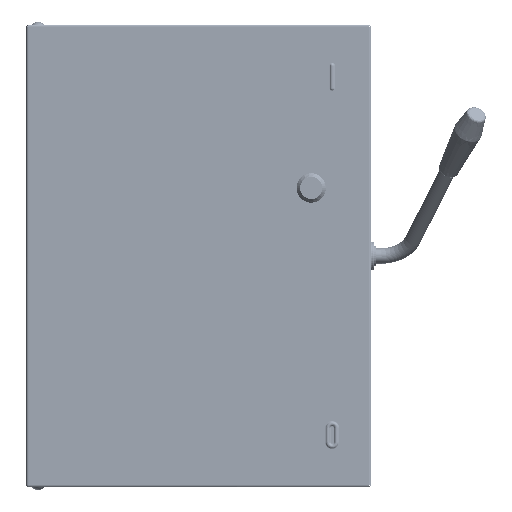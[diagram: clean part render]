
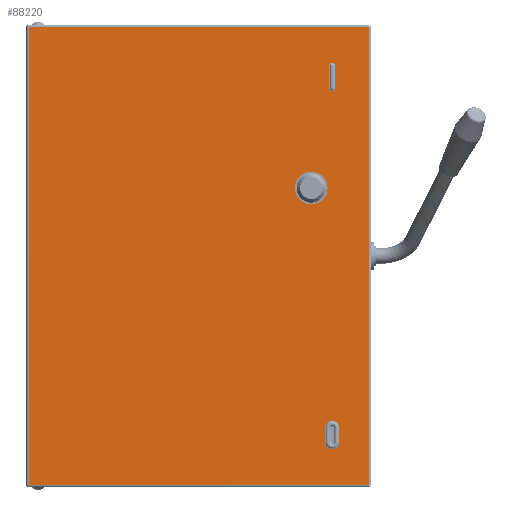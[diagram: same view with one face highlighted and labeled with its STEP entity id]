
A CAD part, top view. The second image highlights one B-rep face of the part: STEP entity #88220.
In plain terms, the highlighted face is planar.
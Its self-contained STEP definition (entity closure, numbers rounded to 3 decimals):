
#1782 = DIRECTION ( 'NONE',  ( -1., 0., 0. ) ) ;
#3002 = VERTEX_POINT ( 'NONE', #129371 ) ;
#4497 = DIRECTION ( 'NONE',  ( -1., 0., 0. ) ) ;
#5179 = CARTESIAN_POINT ( 'NONE',  ( -130.2, -175.2, 0. ) ) ;
#5944 = DIRECTION ( 'NONE',  ( 0., 0., 1. ) ) ;
#10164 = FACE_BOUND ( 'NONE', #96251, .T. ) ;
#10524 = VERTEX_POINT ( 'NONE', #93229 ) ;
#11274 = LINE ( 'NONE', #184654, #166152 ) ;
#12448 = LINE ( 'NONE', #66497, #216032 ) ;
#12750 = FACE_OUTER_BOUND ( 'NONE', #93701, .T. ) ;
#13387 = VECTOR ( 'NONE', #134883, 1000. ) ;
#14107 = VERTEX_POINT ( 'NONE', #198186 ) ;
#14316 = CARTESIAN_POINT ( 'NONE',  ( -102., -142.404, 0. ) ) ;
#16546 = DIRECTION ( 'NONE',  ( 0., 0., -1. ) ) ;
#16573 = VERTEX_POINT ( 'NONE', #206750 ) ;
#21024 = CARTESIAN_POINT ( 'NONE',  ( -77.65, 55.358, 0. ) ) ;
#23318 = VERTEX_POINT ( 'NONE', #126155 ) ;
#31885 = EDGE_CURVE ( 'NONE', #177122, #35241, #11274, .T. ) ;
#34522 = LINE ( 'NONE', #21024, #197429 ) ;
#35241 = VERTEX_POINT ( 'NONE', #218478 ) ;
#36595 = ORIENTED_EDGE ( 'NONE', *, *, #208867, .T. ) ;
#40232 = CARTESIAN_POINT ( 'NONE',  ( -104.191, 128.352, 0. ) ) ;
#40762 = EDGE_CURVE ( 'NONE', #188882, #208314, #50736, .T. ) ;
#44710 = EDGE_CURVE ( 'NONE', #142478, #188882, #174353, .T. ) ;
#45589 = CARTESIAN_POINT ( 'NONE',  ( -99.809, 128.352, 0. ) ) ;
#49273 = AXIS2_PLACEMENT_3D ( 'NONE', #72309, #176324, #1782 ) ;
#50460 = CARTESIAN_POINT ( 'NONE',  ( -99.809, 146.648, 0. ) ) ;
#50736 = LINE ( 'NONE', #51645, #53344 ) ;
#51645 = CARTESIAN_POINT ( 'NONE',  ( 131.129, 175.2, 0. ) ) ;
#52175 = EDGE_CURVE ( 'NONE', #208314, #10524, #52311, .T. ) ;
#52311 = LINE ( 'NONE', #186293, #185417 ) ;
#53344 = VECTOR ( 'NONE', #187580, 1000. ) ;
#56813 = CARTESIAN_POINT ( 'NONE',  ( -131.129, -175.2, 0. ) ) ;
#59548 = LINE ( 'NONE', #50460, #13387 ) ;
#59845 = ORIENTED_EDGE ( 'NONE', *, *, #224097, .T. ) ;
#61790 = CIRCLE ( 'NONE', #114698, 2.191 ) ;
#64738 = ORIENTED_EDGE ( 'NONE', *, *, #187109, .F. ) ;
#65698 = ORIENTED_EDGE ( 'NONE', *, *, #198817, .F. ) ;
#66497 = CARTESIAN_POINT ( 'NONE',  ( -107.441, -131.596, 0. ) ) ;
#67780 = CIRCLE ( 'NONE', #49273, 9. ) ;
#70518 = ORIENTED_EDGE ( 'NONE', *, *, #31885, .T. ) ;
#72309 = CARTESIAN_POINT ( 'NONE',  ( -86., 52., 0. ) ) ;
#72639 = VERTEX_POINT ( 'NONE', #156723 ) ;
#73291 = DIRECTION ( 'NONE',  ( 0., 0., 1. ) ) ;
#85279 = VERTEX_POINT ( 'NONE', #92216 ) ;
#85460 = EDGE_LOOP ( 'NONE', ( #223701, #105673, #94619, #146321 ) ) ;
#88220 = ADVANCED_FACE ( 'NONE', ( #181120, #10164, #12750, #183931 ), #206986, .T. ) ;
#88632 = LINE ( 'NONE', #56813, #143238 ) ;
#91785 = ORIENTED_EDGE ( 'NONE', *, *, #194054, .T. ) ;
#92216 = CARTESIAN_POINT ( 'NONE',  ( -107.441, -131.596, 0. ) ) ;
#93079 = EDGE_CURVE ( 'NONE', #117010, #165770, #199523, .T. ) ;
#93229 = CARTESIAN_POINT ( 'NONE',  ( 130.2, -175.2, 0. ) ) ;
#93701 = EDGE_LOOP ( 'NONE', ( #142890, #102674, #149100, #59845 ) ) ;
#94619 = ORIENTED_EDGE ( 'NONE', *, *, #133129, .T. ) ;
#96251 = EDGE_LOOP ( 'NONE', ( #65698, #210602, #64738, #180901 ) ) ;
#99082 = AXIS2_PLACEMENT_3D ( 'NONE', #190324, #16546, #206236 ) ;
#102530 = AXIS2_PLACEMENT_3D ( 'NONE', #14316, #154041, #188853 ) ;
#102674 = ORIENTED_EDGE ( 'NONE', *, *, #40762, .T. ) ;
#105673 = ORIENTED_EDGE ( 'NONE', *, *, #166282, .T. ) ;
#106917 = DIRECTION ( 'NONE',  ( 1., 0., 0. ) ) ;
#114698 = AXIS2_PLACEMENT_3D ( 'NONE', #194656, #73291, #139475 ) ;
#116437 = CARTESIAN_POINT ( 'NONE',  ( 130.2, 175.2, 0. ) ) ;
#117010 = VERTEX_POINT ( 'NONE', #40232 ) ;
#119708 = ORIENTED_EDGE ( 'NONE', *, *, #220276, .T. ) ;
#122026 = CARTESIAN_POINT ( 'NONE',  ( -77.65, 48.642, 0. ) ) ;
#125139 = CARTESIAN_POINT ( 'NONE',  ( -102., 128.352, 0. ) ) ;
#125776 = CARTESIAN_POINT ( 'NONE',  ( -130.2, 176.129, 0. ) ) ;
#126155 = CARTESIAN_POINT ( 'NONE',  ( -94.35, 55.358, 0. ) ) ;
#127872 = AXIS2_PLACEMENT_3D ( 'NONE', #217691, #154822, #135127 ) ;
#129371 = CARTESIAN_POINT ( 'NONE',  ( -104.191, 145.648, 0. ) ) ;
#130007 = CARTESIAN_POINT ( 'NONE',  ( -99.809, 145.648, 0. ) ) ;
#130128 = VERTEX_POINT ( 'NONE', #122026 ) ;
#131826 = VECTOR ( 'NONE', #178023, 1000. ) ;
#132023 = AXIS2_PLACEMENT_3D ( 'NONE', #209403, #207144, #175315 ) ;
#132701 = DIRECTION ( 'NONE',  ( 0., -1., 0. ) ) ;
#133129 = EDGE_CURVE ( 'NONE', #3002, #117010, #216093, .T. ) ;
#133156 = DIRECTION ( 'NONE',  ( 0., 1., 0. ) ) ;
#134883 = DIRECTION ( 'NONE',  ( 0., 1., 0. ) ) ;
#135127 = DIRECTION ( 'NONE',  ( 1., 0., 0. ) ) ;
#136535 = VECTOR ( 'NONE', #160712, 1000. ) ;
#137627 = VECTOR ( 'NONE', #141427, 1000. ) ;
#139475 = DIRECTION ( 'NONE',  ( 1., 0., 0. ) ) ;
#141427 = DIRECTION ( 'NONE',  ( 0., -1., 0. ) ) ;
#142478 = VERTEX_POINT ( 'NONE', #5179 ) ;
#142890 = ORIENTED_EDGE ( 'NONE', *, *, #44710, .T. ) ;
#143238 = VECTOR ( 'NONE', #4497, 1000. ) ;
#143780 = CIRCLE ( 'NONE', #132023, 9. ) ;
#144083 = CARTESIAN_POINT ( 'NONE',  ( -96.559, -142.404, 0. ) ) ;
#145582 = LINE ( 'NONE', #162106, #131826 ) ;
#146321 = ORIENTED_EDGE ( 'NONE', *, *, #93079, .T. ) ;
#149100 = ORIENTED_EDGE ( 'NONE', *, *, #52175, .T. ) ;
#154041 = DIRECTION ( 'NONE',  ( 0., 0., 1. ) ) ;
#154822 = DIRECTION ( 'NONE',  ( 0., 0., 1. ) ) ;
#156723 = CARTESIAN_POINT ( 'NONE',  ( -77.65, 55.358, 0. ) ) ;
#160712 = DIRECTION ( 'NONE',  ( 0., 1., 0. ) ) ;
#162106 = CARTESIAN_POINT ( 'NONE',  ( -94.35, 55.358, 0. ) ) ;
#162598 = CIRCLE ( 'NONE', #127872, 5.441 ) ;
#165770 = VERTEX_POINT ( 'NONE', #45589 ) ;
#166152 = VECTOR ( 'NONE', #133156, 1000. ) ;
#166282 = EDGE_CURVE ( 'NONE', #197891, #3002, #61790, .T. ) ;
#173322 = CARTESIAN_POINT ( 'NONE',  ( -130.2, 175.2, 0. ) ) ;
#174353 = LINE ( 'NONE', #125776, #136535 ) ;
#175315 = DIRECTION ( 'NONE',  ( -1., 0., 0. ) ) ;
#176073 = EDGE_CURVE ( 'NONE', #165770, #197891, #59548, .T. ) ;
#176324 = DIRECTION ( 'NONE',  ( 0., 0., -1. ) ) ;
#177122 = VERTEX_POINT ( 'NONE', #144083 ) ;
#178023 = DIRECTION ( 'NONE',  ( 0., 1., 0. ) ) ;
#178511 = EDGE_CURVE ( 'NONE', #72639, #130128, #34522, .T. ) ;
#180901 = ORIENTED_EDGE ( 'NONE', *, *, #192110, .F. ) ;
#181120 = FACE_BOUND ( 'NONE', #195445, .T. ) ;
#183931 = FACE_BOUND ( 'NONE', #85460, .T. ) ;
#184654 = CARTESIAN_POINT ( 'NONE',  ( -96.559, -142.404, 0. ) ) ;
#184827 = DIRECTION ( 'NONE',  ( 0., -1., 0. ) ) ;
#185417 = VECTOR ( 'NONE', #184827, 1000. ) ;
#186293 = CARTESIAN_POINT ( 'NONE',  ( 130.2, -176.129, 0. ) ) ;
#187109 = EDGE_CURVE ( 'NONE', #23318, #72639, #143780, .T. ) ;
#187580 = DIRECTION ( 'NONE',  ( 1., 0., 0. ) ) ;
#188853 = DIRECTION ( 'NONE',  ( 1., 0., 0. ) ) ;
#188882 = VERTEX_POINT ( 'NONE', #173322 ) ;
#190324 = CARTESIAN_POINT ( 'NONE',  ( -132., 177., 0. ) ) ;
#191088 = AXIS2_PLACEMENT_3D ( 'NONE', #125139, #5944, #106917 ) ;
#192110 = EDGE_CURVE ( 'NONE', #16573, #23318, #145582, .T. ) ;
#194054 = EDGE_CURVE ( 'NONE', #14107, #177122, #194975, .T. ) ;
#194656 = CARTESIAN_POINT ( 'NONE',  ( -102., 145.648, 0. ) ) ;
#194975 = CIRCLE ( 'NONE', #102530, 5.441 ) ;
#195445 = EDGE_LOOP ( 'NONE', ( #119708, #91785, #70518, #36595 ) ) ;
#197429 = VECTOR ( 'NONE', #209985, 1000. ) ;
#197891 = VERTEX_POINT ( 'NONE', #130007 ) ;
#198186 = CARTESIAN_POINT ( 'NONE',  ( -107.441, -142.404, 0. ) ) ;
#198817 = EDGE_CURVE ( 'NONE', #130128, #16573, #67780, .T. ) ;
#199523 = CIRCLE ( 'NONE', #191088, 2.191 ) ;
#206236 = DIRECTION ( 'NONE',  ( -1., 0., 0. ) ) ;
#206750 = CARTESIAN_POINT ( 'NONE',  ( -94.35, 48.642, 0. ) ) ;
#206986 = PLANE ( 'NONE',  #99082 ) ;
#207144 = DIRECTION ( 'NONE',  ( 0., 0., -1. ) ) ;
#208314 = VERTEX_POINT ( 'NONE', #116437 ) ;
#208867 = EDGE_CURVE ( 'NONE', #35241, #85279, #162598, .T. ) ;
#209403 = CARTESIAN_POINT ( 'NONE',  ( -86., 52., 0. ) ) ;
#209985 = DIRECTION ( 'NONE',  ( 0., -1., 0. ) ) ;
#210602 = ORIENTED_EDGE ( 'NONE', *, *, #178511, .F. ) ;
#212549 = CARTESIAN_POINT ( 'NONE',  ( -104.191, 146.648, 0. ) ) ;
#216032 = VECTOR ( 'NONE', #132701, 1000. ) ;
#216093 = LINE ( 'NONE', #212549, #137627 ) ;
#217691 = CARTESIAN_POINT ( 'NONE',  ( -102., -131.596, 0. ) ) ;
#218478 = CARTESIAN_POINT ( 'NONE',  ( -96.559, -131.596, 0. ) ) ;
#220276 = EDGE_CURVE ( 'NONE', #85279, #14107, #12448, .T. ) ;
#223701 = ORIENTED_EDGE ( 'NONE', *, *, #176073, .T. ) ;
#224097 = EDGE_CURVE ( 'NONE', #10524, #142478, #88632, .T. ) ;
